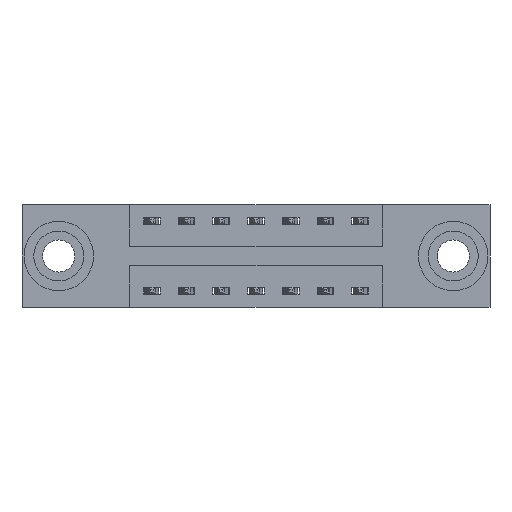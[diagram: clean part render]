
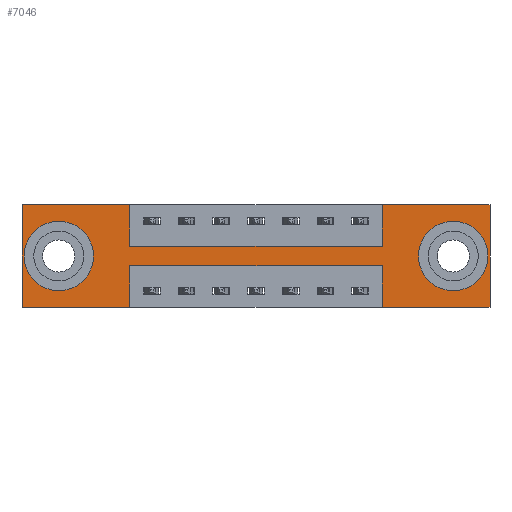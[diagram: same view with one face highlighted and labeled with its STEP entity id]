
A CAD part, front view. The second image highlights one B-rep face of the part: STEP entity #7046.
In plain terms, the highlighted planar face has unit normal (0, -1, 0).
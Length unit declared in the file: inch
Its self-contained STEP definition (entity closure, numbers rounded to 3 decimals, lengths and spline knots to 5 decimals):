
#163 = ORIENTED_EDGE ( 'NONE', *, *, #2584, .F. ) ;
#269 = FACE_BOUND ( 'NONE', #7834, .T. ) ;
#416 = DIRECTION ( 'NONE',  ( 0., 0., 1. ) ) ;
#442 = EDGE_CURVE ( 'NONE', #4144, #5554, #3926, .T. ) ;
#467 = CARTESIAN_POINT ( 'NONE',  ( 0., 0., 0. ) ) ;
#513 = LINE ( 'NONE', #6837, #9960 ) ;
#548 = LINE ( 'NONE', #7094, #9074 ) ;
#554 = ORIENTED_EDGE ( 'NONE', *, *, #9275, .F. ) ;
#576 = CARTESIAN_POINT ( 'NONE',  ( 0.3875, 0., -0.37 ) ) ;
#585 = VERTEX_POINT ( 'NONE', #3359 ) ;
#725 = ORIENTED_EDGE ( 'NONE', *, *, #1032, .F. ) ;
#754 = EDGE_CURVE ( 'NONE', #2046, #3899, #8072, .T. ) ;
#786 = EDGE_CURVE ( 'NONE', #6532, #4144, #2808, .T. ) ;
#904 = AXIS2_PLACEMENT_3D ( 'NONE', #5502, #9504, #3869 ) ;
#1032 = EDGE_CURVE ( 'NONE', #8233, #585, #10058, .T. ) ;
#1077 = CARTESIAN_POINT ( 'NONE',  ( 0.3875, 0., 0. ) ) ;
#1109 = ORIENTED_EDGE ( 'NONE', *, *, #442, .F. ) ;
#1129 = AXIS2_PLACEMENT_3D ( 'NONE', #8532, #6107, #4671 ) ;
#1270 = PLANE ( 'NONE',  #1129 ) ;
#1288 = ORIENTED_EDGE ( 'NONE', *, *, #4218, .F. ) ;
#1392 = VERTEX_POINT ( 'NONE', #6845 ) ;
#1404 = CIRCLE ( 'NONE', #904, 0.078 ) ;
#1501 = VERTEX_POINT ( 'NONE', #2018 ) ;
#1522 = CARTESIAN_POINT ( 'NONE',  ( 1.5525, 0., -0.107 ) ) ;
#1555 = VERTEX_POINT ( 'NONE', #3596 ) ;
#1769 = ORIENTED_EDGE ( 'NONE', *, *, #7989, .F. ) ;
#1797 = EDGE_LOOP ( 'NONE', ( #1109, #2019, #1288, #1769, #725, #7860, #9437, #7289, #4111, #163, #7242, #554 ) ) ;
#1854 = EDGE_CURVE ( 'NONE', #7328, #7567, #4783, .T. ) ;
#2002 = DIRECTION ( 'NONE',  ( 0., 0., -1. ) ) ;
#2018 = CARTESIAN_POINT ( 'NONE',  ( 1.5525, 0., -0.263 ) ) ;
#2019 = ORIENTED_EDGE ( 'NONE', *, *, #786, .F. ) ;
#2046 = VERTEX_POINT ( 'NONE', #10352 ) ;
#2098 = VECTOR ( 'NONE', #3051, 39.37008 ) ;
#2177 = CARTESIAN_POINT ( 'NONE',  ( 0.3875, 0., -0.22 ) ) ;
#2193 = LINE ( 'NONE', #4555, #4087 ) ;
#2258 = DIRECTION ( 'NONE',  ( 0., 1., 0. ) ) ;
#2404 = LINE ( 'NONE', #1077, #4064 ) ;
#2584 = EDGE_CURVE ( 'NONE', #7567, #2877, #4929, .T. ) ;
#2682 = ORIENTED_EDGE ( 'NONE', *, *, #3445, .T. ) ;
#2808 = LINE ( 'NONE', #6612, #7239 ) ;
#2865 = CARTESIAN_POINT ( 'NONE',  ( 1.2975, 0., -0.22 ) ) ;
#2877 = VERTEX_POINT ( 'NONE', #9543 ) ;
#2889 = EDGE_CURVE ( 'NONE', #1555, #4902, #548, .T. ) ;
#3051 = DIRECTION ( 'NONE',  ( 0., 0., -1. ) ) ;
#3190 = CARTESIAN_POINT ( 'NONE',  ( 0., 0., -0.37 ) ) ;
#3359 = CARTESIAN_POINT ( 'NONE',  ( 1.685, 0., -0.37 ) ) ;
#3445 = EDGE_CURVE ( 'NONE', #8622, #1501, #1404, .T. ) ;
#3476 = FACE_BOUND ( 'NONE', #10010, .T. ) ;
#3596 = CARTESIAN_POINT ( 'NONE',  ( 0.3875, 0., -0.15 ) ) ;
#3609 = VECTOR ( 'NONE', #9378, 39.37008 ) ;
#3812 = EDGE_CURVE ( 'NONE', #2877, #1555, #2404, .T. ) ;
#3869 = DIRECTION ( 'NONE',  ( 0., 0., -1. ) ) ;
#3899 = VERTEX_POINT ( 'NONE', #6942 ) ;
#3926 = LINE ( 'NONE', #576, #2098 ) ;
#3947 = CARTESIAN_POINT ( 'NONE',  ( 0.3875, 0., -0.37 ) ) ;
#3977 = CIRCLE ( 'NONE', #7868, 0.078 ) ;
#3995 = DIRECTION ( 'NONE',  ( 0., 0., 1. ) ) ;
#4064 = VECTOR ( 'NONE', #8193, 39.37008 ) ;
#4074 = LINE ( 'NONE', #9668, #9824 ) ;
#4087 = VECTOR ( 'NONE', #416, 39.37008 ) ;
#4111 = ORIENTED_EDGE ( 'NONE', *, *, #3812, .F. ) ;
#4144 = VERTEX_POINT ( 'NONE', #2177 ) ;
#4145 = CARTESIAN_POINT ( 'NONE',  ( 1.2975, 0., 0. ) ) ;
#4218 = EDGE_CURVE ( 'NONE', #1392, #6532, #513, .T. ) ;
#4446 = ORIENTED_EDGE ( 'NONE', *, *, #754, .T. ) ;
#4465 = LINE ( 'NONE', #10308, #3609 ) ;
#4555 = CARTESIAN_POINT ( 'NONE',  ( 1.2975, 0., 0. ) ) ;
#4660 = CIRCLE ( 'NONE', #9551, 0.078 ) ;
#4671 = DIRECTION ( 'NONE',  ( 0., 0., -1. ) ) ;
#4677 = CARTESIAN_POINT ( 'NONE',  ( 0., 0., 0. ) ) ;
#4783 = LINE ( 'NONE', #4677, #5513 ) ;
#4902 = VERTEX_POINT ( 'NONE', #10180 ) ;
#4929 = LINE ( 'NONE', #7466, #7894 ) ;
#4982 = DIRECTION ( 'NONE',  ( 1., 0., 0. ) ) ;
#5021 = DIRECTION ( 'NONE',  ( 0., 1., 0. ) ) ;
#5502 = CARTESIAN_POINT ( 'NONE',  ( 1.5525, 0., -0.185 ) ) ;
#5513 = VECTOR ( 'NONE', #3995, 39.37008 ) ;
#5554 = VERTEX_POINT ( 'NONE', #3947 ) ;
#5692 = VERTEX_POINT ( 'NONE', #4145 ) ;
#6016 = DIRECTION ( 'NONE',  ( 0., 0., 1. ) ) ;
#6107 = DIRECTION ( 'NONE',  ( 0., -1., 0. ) ) ;
#6280 = LINE ( 'NONE', #3190, #8642 ) ;
#6320 = DIRECTION ( 'NONE',  ( 0., 0., -1. ) ) ;
#6532 = VERTEX_POINT ( 'NONE', #2865 ) ;
#6612 = CARTESIAN_POINT ( 'NONE',  ( 0.3875, 0., -0.22 ) ) ;
#6837 = CARTESIAN_POINT ( 'NONE',  ( 1.2975, 0., -0.37 ) ) ;
#6845 = CARTESIAN_POINT ( 'NONE',  ( 1.2975, 0., -0.37 ) ) ;
#6942 = CARTESIAN_POINT ( 'NONE',  ( 0.1325, 0., -0.107 ) ) ;
#7046 = ADVANCED_FACE ( 'NONE', ( #269, #3476, #9120 ), #1270, .T. ) ;
#7056 = EDGE_CURVE ( 'NONE', #3899, #2046, #3977, .T. ) ;
#7094 = CARTESIAN_POINT ( 'NONE',  ( 0.3875, 0., -0.15 ) ) ;
#7226 = EDGE_CURVE ( 'NONE', #1501, #8622, #4660, .T. ) ;
#7239 = VECTOR ( 'NONE', #8495, 39.37008 ) ;
#7242 = ORIENTED_EDGE ( 'NONE', *, *, #1854, .F. ) ;
#7289 = ORIENTED_EDGE ( 'NONE', *, *, #2889, .F. ) ;
#7328 = VERTEX_POINT ( 'NONE', #9624 ) ;
#7466 = CARTESIAN_POINT ( 'NONE',  ( 0., 0., 0. ) ) ;
#7567 = VERTEX_POINT ( 'NONE', #467 ) ;
#7687 = DIRECTION ( 'NONE',  ( 0., 0., 1. ) ) ;
#7758 = CARTESIAN_POINT ( 'NONE',  ( 0.1325, 0., -0.185 ) ) ;
#7834 = EDGE_LOOP ( 'NONE', ( #2682, #10140 ) ) ;
#7860 = ORIENTED_EDGE ( 'NONE', *, *, #8564, .F. ) ;
#7868 = AXIS2_PLACEMENT_3D ( 'NONE', #10252, #2258, #7687 ) ;
#7894 = VECTOR ( 'NONE', #4982, 39.37008 ) ;
#7971 = ORIENTED_EDGE ( 'NONE', *, *, #7056, .T. ) ;
#7989 = EDGE_CURVE ( 'NONE', #585, #1392, #6280, .T. ) ;
#7999 = DIRECTION ( 'NONE',  ( 1., 0., 0. ) ) ;
#8072 = CIRCLE ( 'NONE', #9081, 0.078 ) ;
#8193 = DIRECTION ( 'NONE',  ( 0., 0., -1. ) ) ;
#8233 = VERTEX_POINT ( 'NONE', #8333 ) ;
#8333 = CARTESIAN_POINT ( 'NONE',  ( 1.685, 0., 0. ) ) ;
#8437 = EDGE_CURVE ( 'NONE', #4902, #5692, #2193, .T. ) ;
#8482 = CARTESIAN_POINT ( 'NONE',  ( 1.685, 0., 0. ) ) ;
#8495 = DIRECTION ( 'NONE',  ( -1., 0., 0. ) ) ;
#8532 = CARTESIAN_POINT ( 'NONE',  ( 0., 0., -0.37 ) ) ;
#8564 = EDGE_CURVE ( 'NONE', #5692, #8233, #4074, .T. ) ;
#8608 = DIRECTION ( 'NONE',  ( 1., 0., 0. ) ) ;
#8622 = VERTEX_POINT ( 'NONE', #1522 ) ;
#8642 = VECTOR ( 'NONE', #9191, 39.37008 ) ;
#9074 = VECTOR ( 'NONE', #8608, 39.37008 ) ;
#9081 = AXIS2_PLACEMENT_3D ( 'NONE', #7758, #5021, #6016 ) ;
#9088 = VECTOR ( 'NONE', #2002, 39.37008 ) ;
#9120 = FACE_OUTER_BOUND ( 'NONE', #1797, .T. ) ;
#9191 = DIRECTION ( 'NONE',  ( -1., 0., 0. ) ) ;
#9275 = EDGE_CURVE ( 'NONE', #5554, #7328, #4465, .T. ) ;
#9378 = DIRECTION ( 'NONE',  ( -1., 0., 0. ) ) ;
#9437 = ORIENTED_EDGE ( 'NONE', *, *, #8437, .F. ) ;
#9504 = DIRECTION ( 'NONE',  ( 0., 1., 0. ) ) ;
#9525 = DIRECTION ( 'NONE',  ( 0., 1., 0. ) ) ;
#9543 = CARTESIAN_POINT ( 'NONE',  ( 0.3875, 0., 0. ) ) ;
#9551 = AXIS2_PLACEMENT_3D ( 'NONE', #9679, #9525, #6320 ) ;
#9624 = CARTESIAN_POINT ( 'NONE',  ( 0., 0., -0.37 ) ) ;
#9668 = CARTESIAN_POINT ( 'NONE',  ( 0., 0., 0. ) ) ;
#9679 = CARTESIAN_POINT ( 'NONE',  ( 1.5525, 0., -0.185 ) ) ;
#9824 = VECTOR ( 'NONE', #7999, 39.37008 ) ;
#9928 = DIRECTION ( 'NONE',  ( 0., 0., 1. ) ) ;
#9960 = VECTOR ( 'NONE', #9928, 39.37008 ) ;
#10010 = EDGE_LOOP ( 'NONE', ( #7971, #4446 ) ) ;
#10058 = LINE ( 'NONE', #8482, #9088 ) ;
#10140 = ORIENTED_EDGE ( 'NONE', *, *, #7226, .T. ) ;
#10180 = CARTESIAN_POINT ( 'NONE',  ( 1.2975, 0., -0.15 ) ) ;
#10252 = CARTESIAN_POINT ( 'NONE',  ( 0.1325, 0., -0.185 ) ) ;
#10308 = CARTESIAN_POINT ( 'NONE',  ( 0., 0., -0.37 ) ) ;
#10352 = CARTESIAN_POINT ( 'NONE',  ( 0.1325, 0., -0.263 ) ) ;
